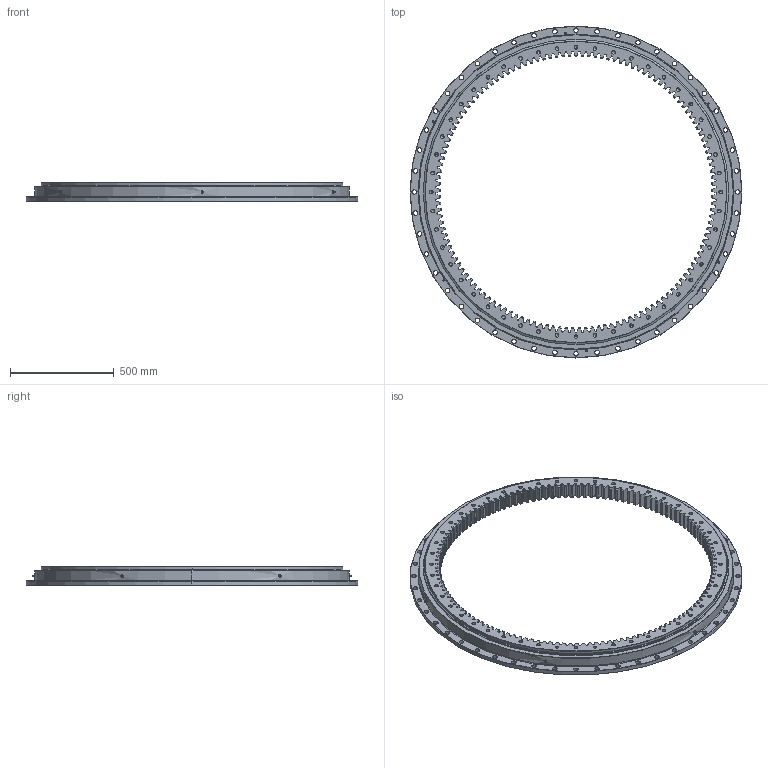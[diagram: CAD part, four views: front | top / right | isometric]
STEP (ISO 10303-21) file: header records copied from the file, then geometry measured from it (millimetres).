
FILE_DESCRIPTION (( 'STEP AP214' ), '1' );
FILE_NAME ('I.1600.32.00.C.STEP', '2019-02-25T07:57:25', ( '' ), ( '' ), 'SwSTEP 2.0', 'SolidWorks 2016', '' );
FILE_SCHEMA (( 'AUTOMOTIVE_DESIGN' ));
Length unit declared in the file: millimetre
Products named in the file (7): I.1600.32.00.C; Grease nipple M10x1mm; B.1600.B32C.A3N.0 - IR Seal; B.1600.B32C.A3N.0 - IR; B.1600.B32C.A3N.0 - OR; B.1600.B32C.A3N.0 - OR Seal; Ball D32
Assembly tree (132 placements, depth 2):
  I.1600.32.00.C
    B.1600.B32C.A3N.0 - IR
    B.1600.B32C.A3N.0 - OR
    Ball D32  x122
    B.1600.B32C.A3N.0 - IR Seal
    B.1600.B32C.A3N.0 - OR Seal
    Grease nipple M10x1mm  x6
Bounding box: 1600 x 1600 x 90 mm (x, y, z)
Volume: 31450015.8 mm3; surface area: 3943037.5 mm2
Topology: 132 solids, 132 shells, 2462 faces, 7137 edges, 4660 vertices
Faces by surface type: plane 740, bspline 532, cone 488, cylinder 397, sphere 244, torus 61
Entity records: 74060 total; most frequent: CARTESIAN_POINT 23598, ORIENTED_EDGE 11658, DIRECTION 7780, EDGE_CURVE 5829, VERTEX_POINT 3842, AXIS2_PLACEMENT_3D 2764, B_SPLINE_CURVE_WITH_KNOTS 2466, LINE 2252
